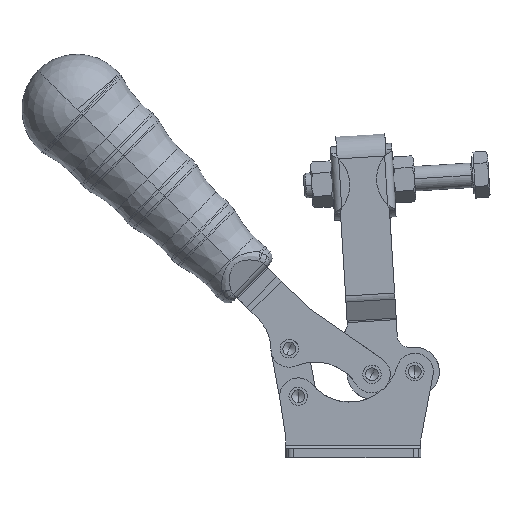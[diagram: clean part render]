
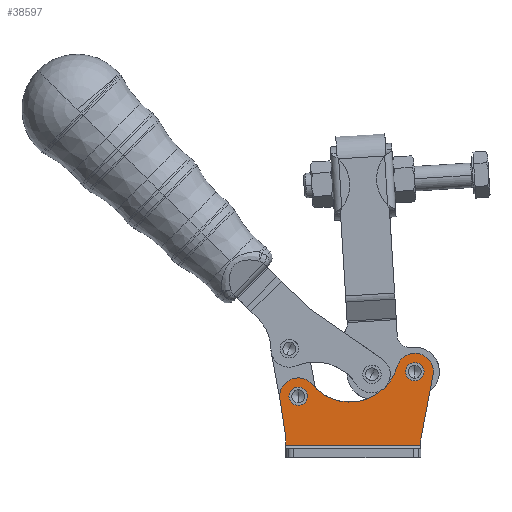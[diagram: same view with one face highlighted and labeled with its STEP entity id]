
A CAD part, front view. The second image highlights one B-rep face of the part: STEP entity #38597.
In plain terms, the highlighted planar face has unit normal (0, -1, 0).
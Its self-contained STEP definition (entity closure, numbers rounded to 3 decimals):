
#432=CARTESIAN_POINT('',(36.849,16.966,-28.118));
#433=VERTEX_POINT('',#432);
#449=CARTESIAN_POINT('',(36.882,16.966,-27.886));
#450=VERTEX_POINT('',#449);
#457=CARTESIAN_POINT('',(39.338,16.966,-28.352));
#458=DIRECTION('',(0.,-1.,0.));
#459=DIRECTION('',(-0.996,0.,0.094));
#460=AXIS2_PLACEMENT_3D('',#457,#458,#459);
#461=CIRCLE('',#460,2.5);
#462=EDGE_CURVE('',#450,#433,#461,.T.);
#474=CARTESIAN_POINT('',(-7.169,16.966,-28.117));
#475=VERTEX_POINT('',#474);
#491=CARTESIAN_POINT('',(-7.162,16.966,-28.305));
#492=VERTEX_POINT('',#491);
#499=CARTESIAN_POINT('',(-9.662,16.966,-28.305));
#500=DIRECTION('',(0.,-1.,0.));
#501=DIRECTION('',(0.997,0.,0.075));
#502=AXIS2_PLACEMENT_3D('',#499,#500,#501);
#503=CIRCLE('',#502,2.5);
#504=EDGE_CURVE('',#492,#475,#503,.T.);
#2244=CARTESIAN_POINT('',(25.159,16.966,-11.524));
#2245=VERTEX_POINT('',#2244);
#6669=CARTESIAN_POINT('',(-0.162,16.966,-14.473));
#6670=VERTEX_POINT('',#6669);
#6679=CARTESIAN_POINT('',(-0.226,16.966,-13.855));
#6680=VERTEX_POINT('',#6679);
#6681=CARTESIAN_POINT('',(-3.162,16.966,-14.473));
#6682=DIRECTION('',(0.,1.0,0.));
#6683=DIRECTION('',(0.979,0.,0.206));
#6684=AXIS2_PLACEMENT_3D('',#6681,#6682,#6683);
#6685=CIRCLE('',#6684,3.);
#6686=EDGE_CURVE('',#6680,#6670,#6685,.T.);
#6688=CARTESIAN_POINT('',(-6.162,16.966,-14.473));
#6689=VERTEX_POINT('',#6688);
#6690=CARTESIAN_POINT('',(-3.162,16.966,-14.473));
#6691=DIRECTION('',(0.,1.0,0.));
#6692=DIRECTION('',(0.979,0.,0.206));
#6693=AXIS2_PLACEMENT_3D('',#6690,#6691,#6692);
#6694=CIRCLE('',#6693,3.);
#6695=EDGE_CURVE('',#6689,#6680,#6694,.T.);
#6978=CARTESIAN_POINT('',(37.838,16.966,-6.473));
#6979=VERTEX_POINT('',#6978);
#6988=CARTESIAN_POINT('',(37.774,16.966,-5.855));
#6989=VERTEX_POINT('',#6988);
#6990=CARTESIAN_POINT('',(34.838,16.966,-6.473));
#6991=DIRECTION('',(0.,1.0,0.));
#6992=DIRECTION('',(0.979,0.,0.206));
#6993=AXIS2_PLACEMENT_3D('',#6990,#6991,#6992);
#6994=CIRCLE('',#6993,3.);
#6995=EDGE_CURVE('',#6989,#6979,#6994,.T.);
#6997=CARTESIAN_POINT('',(31.838,16.966,-6.473));
#6998=VERTEX_POINT('',#6997);
#6999=CARTESIAN_POINT('',(34.838,16.966,-6.473));
#7000=DIRECTION('',(0.,1.0,0.));
#7001=DIRECTION('',(0.979,0.,0.206));
#7002=AXIS2_PLACEMENT_3D('',#6999,#7000,#7001);
#7003=CIRCLE('',#7002,3.);
#7004=EDGE_CURVE('',#6998,#6989,#7003,.T.);
#7553=CARTESIAN_POINT('',(34.838,16.966,-6.473));
#7554=DIRECTION('',(0.,1.0,0.));
#7555=DIRECTION('',(0.979,0.,0.206));
#7556=AXIS2_PLACEMENT_3D('',#7553,#7554,#7555);
#7557=CIRCLE('',#7556,3.);
#7558=EDGE_CURVE('',#6979,#6998,#7557,.T.);
#7759=CARTESIAN_POINT('',(-3.162,16.966,-14.473));
#7760=DIRECTION('',(0.,1.0,0.));
#7761=DIRECTION('',(0.979,0.,0.206));
#7762=AXIS2_PLACEMENT_3D('',#7759,#7760,#7761);
#7763=CIRCLE('',#7762,3.);
#7764=EDGE_CURVE('',#6670,#6689,#7763,.T.);
#36564=CARTESIAN_POINT('',(1.439,16.966,-10.621));
#36565=VERTEX_POINT('',#36564);
#36572=CARTESIAN_POINT('',(13.707,16.966,-0.35));
#36573=DIRECTION('',(0.,-1.0,0.));
#36574=DIRECTION('',(-0.767,0.,-0.642));
#36575=AXIS2_PLACEMENT_3D('',#36572,#36573,#36574);
#36576=CIRCLE('',#36575,16.0);
#36577=EDGE_CURVE('',#36565,#2245,#36576,.T.);
#37899=CARTESIAN_POINT('',(-7.162,16.966,-30.473));
#37900=VERTEX_POINT('',#37899);
#37918=CARTESIAN_POINT('',(36.838,16.966,-30.473));
#37919=VERTEX_POINT('',#37918);
#37927=CARTESIAN_POINT('',(-7.162,16.966,-30.473));
#37928=DIRECTION('',(1.0,0.0,0.0));
#37929=VECTOR('',#37928,44.);
#37930=LINE('',#37927,#37929);
#37931=EDGE_CURVE('',#37900,#37919,#37930,.T.);
#38341=CARTESIAN_POINT('',(36.838,16.966,-28.352));
#38342=VERTEX_POINT('',#38341);
#38349=CARTESIAN_POINT('',(36.838,16.966,-28.352));
#38350=DIRECTION('',(0.0,0.0,-1.0));
#38351=VECTOR('',#38350,2.121);
#38352=LINE('',#38349,#38351);
#38353=EDGE_CURVE('',#38342,#37919,#38352,.T.);
#38368=CARTESIAN_POINT('',(29.075,16.966,-4.803));
#38369=VERTEX_POINT('',#38368);
#38370=CARTESIAN_POINT('',(40.733,16.966,-7.591));
#38371=VERTEX_POINT('',#38370);
#38372=CARTESIAN_POINT('',(34.838,16.966,-6.473));
#38373=DIRECTION('',(0.,1.,0.));
#38374=DIRECTION('',(-0.982,0.,0.186));
#38375=AXIS2_PLACEMENT_3D('',#38372,#38373,#38374);
#38376=CIRCLE('',#38375,6.);
#38377=EDGE_CURVE('',#38369,#38371,#38376,.T.);
#38401=CARTESIAN_POINT('',(13.707,16.966,-0.35));
#38402=DIRECTION('',(0.,-1.0,0.));
#38403=DIRECTION('',(-0.767,0.,-0.642));
#38404=AXIS2_PLACEMENT_3D('',#38401,#38402,#38403);
#38405=CIRCLE('',#38404,16.0);
#38406=EDGE_CURVE('',#2245,#38369,#38405,.T.);
#38418=CARTESIAN_POINT('',(-9.094,16.966,-15.372));
#38419=VERTEX_POINT('',#38418);
#38420=CARTESIAN_POINT('',(-3.162,16.966,-14.473));
#38421=DIRECTION('',(0.,1.,0.));
#38422=DIRECTION('',(-0.767,0.,-0.642));
#38423=AXIS2_PLACEMENT_3D('',#38420,#38421,#38422);
#38424=CIRCLE('',#38423,6.0);
#38425=EDGE_CURVE('',#38419,#36565,#38424,.T.);
#38443=CARTESIAN_POINT('',(-7.19,16.966,-27.93));
#38444=VERTEX_POINT('',#38443);
#38453=CARTESIAN_POINT('',(-7.19,16.966,-27.93));
#38454=DIRECTION('',(-0.15,0.,0.989));
#38455=VECTOR('',#38454,12.702);
#38456=LINE('',#38453,#38455);
#38457=EDGE_CURVE('',#38444,#38419,#38456,.T.);
#38476=CARTESIAN_POINT('',(-9.662,16.966,-28.305));
#38477=DIRECTION('',(0.,-1.,0.));
#38478=DIRECTION('',(0.997,0.,0.075));
#38479=AXIS2_PLACEMENT_3D('',#38476,#38477,#38478);
#38480=CIRCLE('',#38479,2.5);
#38481=EDGE_CURVE('',#475,#38444,#38480,.T.);
#38508=CARTESIAN_POINT('',(40.733,16.966,-7.591));
#38509=DIRECTION('',(-0.186,0.,-0.982));
#38510=VECTOR('',#38509,20.657);
#38511=LINE('',#38508,#38510);
#38512=EDGE_CURVE('',#38371,#450,#38511,.T.);
#38523=CARTESIAN_POINT('',(39.338,16.966,-28.352));
#38524=DIRECTION('',(0.,-1.,0.));
#38525=DIRECTION('',(-0.996,0.,0.094));
#38526=AXIS2_PLACEMENT_3D('',#38523,#38524,#38525);
#38527=CIRCLE('',#38526,2.5);
#38528=EDGE_CURVE('',#433,#38342,#38527,.T.);
#38546=CARTESIAN_POINT('',(-7.162,16.966,-30.473));
#38547=DIRECTION('',(0.0,0.0,1.0));
#38548=VECTOR('',#38547,2.167);
#38549=LINE('',#38546,#38548);
#38550=EDGE_CURVE('',#37900,#492,#38549,.T.);
#38567=CARTESIAN_POINT('',(16.494,16.966,-29.405));
#38568=DIRECTION('',(0.0,-1.0,0.0));
#38569=DIRECTION('',(1.0,0.0,0.0));
#38570=AXIS2_PLACEMENT_3D('',#38567,#38568,#38569);
#38571=PLANE('',#38570);
#38572=ORIENTED_EDGE('',*,*,#37931,.T.);
#38573=ORIENTED_EDGE('',*,*,#38353,.F.);
#38574=ORIENTED_EDGE('',*,*,#38528,.F.);
#38575=ORIENTED_EDGE('',*,*,#462,.F.);
#38576=ORIENTED_EDGE('',*,*,#38512,.F.);
#38577=ORIENTED_EDGE('',*,*,#38377,.F.);
#38578=ORIENTED_EDGE('',*,*,#38406,.F.);
#38579=ORIENTED_EDGE('',*,*,#36577,.F.);
#38580=ORIENTED_EDGE('',*,*,#38425,.F.);
#38581=ORIENTED_EDGE('',*,*,#38457,.F.);
#38582=ORIENTED_EDGE('',*,*,#38481,.F.);
#38583=ORIENTED_EDGE('',*,*,#504,.F.);
#38584=ORIENTED_EDGE('',*,*,#38550,.F.);
#38585=EDGE_LOOP('',(#38572,#38573,#38574,#38575,#38576,#38577,#38578,#38579,#38580,#38581,#38582,#38583,#38584));
#38586=FACE_OUTER_BOUND('',#38585,.T.);
#38587=ORIENTED_EDGE('',*,*,#6686,.T.);
#38588=ORIENTED_EDGE('',*,*,#7764,.T.);
#38589=ORIENTED_EDGE('',*,*,#6695,.T.);
#38590=EDGE_LOOP('',(#38587,#38588,#38589));
#38591=FACE_BOUND('',#38590,.T.);
#38592=ORIENTED_EDGE('',*,*,#6995,.T.);
#38593=ORIENTED_EDGE('',*,*,#7558,.T.);
#38594=ORIENTED_EDGE('',*,*,#7004,.T.);
#38595=EDGE_LOOP('',(#38592,#38593,#38594));
#38596=FACE_BOUND('',#38595,.T.);
#38597=ADVANCED_FACE('',(#38586,#38591,#38596),#38571,.T.);
